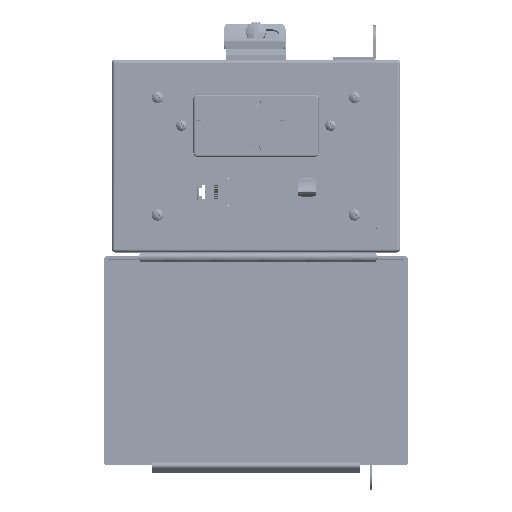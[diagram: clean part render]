
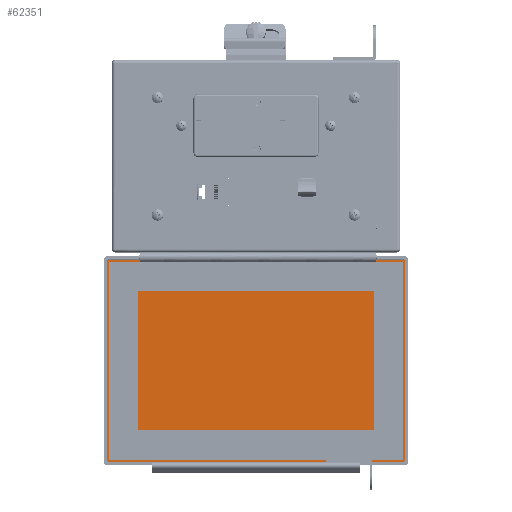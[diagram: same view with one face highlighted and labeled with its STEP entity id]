
A CAD part, top view. The second image highlights one B-rep face of the part: STEP entity #62351.
In plain terms, the highlighted planar face has unit normal (0, 0, 1).
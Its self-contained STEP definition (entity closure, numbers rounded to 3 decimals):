
#2914 = LINE ( 'NONE', #165336, #155151 ) ;
#4225 = VERTEX_POINT ( 'NONE', #117837 ) ;
#6933 = VERTEX_POINT ( 'NONE', #114733 ) ;
#7817 = CARTESIAN_POINT ( 'NONE',  ( 59.944, -160.02, 22.479 ) ) ;
#9973 = CIRCLE ( 'NONE', #64601, 0.317 ) ;
#10225 = EDGE_CURVE ( 'NONE', #6933, #210546, #128372, .T. ) ;
#11294 = VERTEX_POINT ( 'NONE', #214537 ) ;
#12031 = CARTESIAN_POINT ( 'NONE',  ( 78.613, -107.95, 22.479 ) ) ;
#12303 = DIRECTION ( 'NONE',  ( 0., 0., -1. ) ) ;
#15470 = DIRECTION ( 'NONE',  ( 0., 1., 0. ) ) ;
#17423 = DIRECTION ( 'NONE',  ( -1., 0., 0. ) ) ;
#18631 = VECTOR ( 'NONE', #171552, 1000. ) ;
#19515 = CIRCLE ( 'NONE', #183914, 0.317 ) ;
#20160 = AXIS2_PLACEMENT_3D ( 'NONE', #227191, #27755, #62077 ) ;
#20696 = DIRECTION ( 'NONE',  ( 0., 0., -1. ) ) ;
#24406 = CARTESIAN_POINT ( 'NONE',  ( 71.025, -54.61, 22.479 ) ) ;
#26298 = LINE ( 'NONE', #110680, #26570 ) ;
#26570 = VECTOR ( 'NONE', #49984, 1000. ) ;
#26581 = ORIENTED_EDGE ( 'NONE', *, *, #123606, .T. ) ;
#27755 = DIRECTION ( 'NONE',  ( 0., 0., -1. ) ) ;
#28968 = CARTESIAN_POINT ( 'NONE',  ( 59.944, -107.95, 22.479 ) ) ;
#31052 = CARTESIAN_POINT ( 'NONE',  ( 63.564, -55.118, 22.479 ) ) ;
#32648 = LINE ( 'NONE', #175242, #130619 ) ;
#35683 = CARTESIAN_POINT ( 'NONE',  ( 37.084, -161.29, 22.479 ) ) ;
#41396 = VERTEX_POINT ( 'NONE', #109125 ) ;
#43793 = ORIENTED_EDGE ( 'NONE', *, *, #91398, .T. ) ;
#48521 = CARTESIAN_POINT ( 'NONE',  ( 37.084, -107.95, 22.479 ) ) ;
#49145 = EDGE_CURVE ( 'NONE', #256707, #132270, #26298, .T. ) ;
#49713 = AXIS2_PLACEMENT_3D ( 'NONE', #200317, #20696, #177901 ) ;
#49984 = DIRECTION ( 'NONE',  ( -1., 0., 0. ) ) ;
#51324 = LINE ( 'NONE', #28968, #18631 ) ;
#52129 = LINE ( 'NONE', #31052, #54243 ) ;
#52604 = DIRECTION ( 'NONE',  ( 0., -1., 0. ) ) ;
#54243 = VECTOR ( 'NONE', #71918, 1000. ) ;
#56802 = VECTOR ( 'NONE', #169357, 1000. ) ;
#62077 = DIRECTION ( 'NONE',  ( 1., 0., 0. ) ) ;
#62351 = ADVANCED_FACE ( 'NONE', ( #246570 ), #206922, .T. ) ;
#64601 = AXIS2_PLACEMENT_3D ( 'NONE', #259780, #201593, #15470 ) ;
#65831 = VECTOR ( 'NONE', #52604, 1000. ) ;
#66491 = DIRECTION ( 'NONE',  ( 1., 0., 0. ) ) ;
#71918 = DIRECTION ( 'NONE',  ( 0., 1., 0. ) ) ;
#74828 = DIRECTION ( 'NONE',  ( 1., 0., 0. ) ) ;
#78989 = CARTESIAN_POINT ( 'NONE',  ( -78.613, -54.921, 22.479 ) ) ;
#83988 = ORIENTED_EDGE ( 'NONE', *, *, #140555, .T. ) ;
#84590 = VERTEX_POINT ( 'NONE', #111243 ) ;
#87596 = ORIENTED_EDGE ( 'NONE', *, *, #149536, .T. ) ;
#91307 = AXIS2_PLACEMENT_3D ( 'NONE', #103898, #123710, #106473 ) ;
#91398 = EDGE_CURVE ( 'NONE', #233686, #6933, #171335, .T. ) ;
#91481 = LINE ( 'NONE', #255250, #179855 ) ;
#92838 = CARTESIAN_POINT ( 'NONE',  ( 78.677, -54.61, 22.479 ) ) ;
#93700 = ORIENTED_EDGE ( 'NONE', *, *, #154688, .T. ) ;
#103702 = CARTESIAN_POINT ( 'NONE',  ( -61.15, -54.61, 22.479 ) ) ;
#103898 = CARTESIAN_POINT ( 'NONE',  ( 78.613, -161.29, 22.479 ) ) ;
#105733 = VERTEX_POINT ( 'NONE', #232925 ) ;
#106473 = DIRECTION ( 'NONE',  ( 0., 1., 0. ) ) ;
#107170 = EDGE_CURVE ( 'NONE', #234736, #84590, #214108, .T. ) ;
#107231 = CARTESIAN_POINT ( 'NONE',  ( 0., -160.02, 22.479 ) ) ;
#108670 = CIRCLE ( 'NONE', #49713, 0.317 ) ;
#109125 = CARTESIAN_POINT ( 'NONE',  ( 59.944, -161.29, 22.479 ) ) ;
#109698 = VERTEX_POINT ( 'NONE', #159733 ) ;
#110680 = CARTESIAN_POINT ( 'NONE',  ( 0., -54.61, 22.479 ) ) ;
#111243 = CARTESIAN_POINT ( 'NONE',  ( 78.613, -54.921, 22.479 ) ) ;
#112563 = EDGE_CURVE ( 'NONE', #4225, #105733, #52129, .T. ) ;
#113498 = EDGE_CURVE ( 'NONE', #132270, #185836, #108670, .T. ) ;
#113680 = DIRECTION ( 'NONE',  ( 0., 1., 0. ) ) ;
#114733 = CARTESIAN_POINT ( 'NONE',  ( 37.084, -160.02, 22.479 ) ) ;
#117837 = CARTESIAN_POINT ( 'NONE',  ( 63.564, -55.88, 22.479 ) ) ;
#123606 = EDGE_CURVE ( 'NONE', #191174, #234736, #9973, .T. ) ;
#123710 = DIRECTION ( 'NONE',  ( 0., 0., 1. ) ) ;
#124374 = DIRECTION ( 'NONE',  ( 0., 1., 0. ) ) ;
#128372 = LINE ( 'NONE', #107231, #56802 ) ;
#130619 = VECTOR ( 'NONE', #74828, 1000. ) ;
#131157 = ORIENTED_EDGE ( 'NONE', *, *, #149141, .T. ) ;
#132270 = VERTEX_POINT ( 'NONE', #233688 ) ;
#133729 = DIRECTION ( 'NONE',  ( 1., 0., 0. ) ) ;
#140555 = EDGE_CURVE ( 'NONE', #4225, #223915, #202244, .T. ) ;
#146304 = DIRECTION ( 'NONE',  ( 0., 1., 0. ) ) ;
#148655 = VECTOR ( 'NONE', #17423, 1000. ) ;
#149141 = EDGE_CURVE ( 'NONE', #84590, #160606, #19515, .T. ) ;
#149536 = EDGE_CURVE ( 'NONE', #185836, #11294, #155612, .T. ) ;
#154688 = EDGE_CURVE ( 'NONE', #223915, #256707, #2914, .T. ) ;
#155151 = VECTOR ( 'NONE', #124374, 1000. ) ;
#155612 = LINE ( 'NONE', #215062, #65831 ) ;
#156570 = ORIENTED_EDGE ( 'NONE', *, *, #183955, .T. ) ;
#158849 = EDGE_CURVE ( 'NONE', #105733, #160606, #184235, .T. ) ;
#159733 = CARTESIAN_POINT ( 'NONE',  ( -78.373, -161.29, 22.479 ) ) ;
#160606 = VERTEX_POINT ( 'NONE', #226010 ) ;
#162843 = VECTOR ( 'NONE', #146304, 1000. ) ;
#165336 = CARTESIAN_POINT ( 'NONE',  ( -61.15, -107.95, 22.479 ) ) ;
#169357 = DIRECTION ( 'NONE',  ( 1., 0., 0. ) ) ;
#171335 = LINE ( 'NONE', #48521, #162843 ) ;
#171552 = DIRECTION ( 'NONE',  ( 0., -1., 0. ) ) ;
#173285 = EDGE_LOOP ( 'NONE', ( #180395, #83988, #93700, #180014, #245514, #87596, #223702, #225989, #43793, #190096, #187168, #156570, #26581, #200254, #131157, #242696 ) ) ;
#175242 = CARTESIAN_POINT ( 'NONE',  ( 0., -161.29, 22.479 ) ) ;
#175607 = CARTESIAN_POINT ( 'NONE',  ( 78.613, -160.982, 22.479 ) ) ;
#176831 = VECTOR ( 'NONE', #189413, 1000. ) ;
#177901 = DIRECTION ( 'NONE',  ( -1., 0., 0. ) ) ;
#179855 = VECTOR ( 'NONE', #133729, 1000. ) ;
#180014 = ORIENTED_EDGE ( 'NONE', *, *, #49145, .T. ) ;
#180395 = ORIENTED_EDGE ( 'NONE', *, *, #112563, .F. ) ;
#183914 = AXIS2_PLACEMENT_3D ( 'NONE', #92838, #12303, #66491 ) ;
#183955 = EDGE_CURVE ( 'NONE', #41396, #191174, #91481, .T. ) ;
#184235 = LINE ( 'NONE', #24406, #176831 ) ;
#185836 = VERTEX_POINT ( 'NONE', #78989 ) ;
#186562 = EDGE_CURVE ( 'NONE', #11294, #109698, #201538, .T. ) ;
#187168 = ORIENTED_EDGE ( 'NONE', *, *, #210766, .T. ) ;
#189413 = DIRECTION ( 'NONE',  ( 1., 0., 0. ) ) ;
#190096 = ORIENTED_EDGE ( 'NONE', *, *, #10225, .T. ) ;
#190897 = EDGE_CURVE ( 'NONE', #109698, #233686, #32648, .T. ) ;
#191174 = VERTEX_POINT ( 'NONE', #253839 ) ;
#198350 = CARTESIAN_POINT ( 'NONE',  ( 0., -55.88, 22.479 ) ) ;
#200254 = ORIENTED_EDGE ( 'NONE', *, *, #107170, .T. ) ;
#200317 = CARTESIAN_POINT ( 'NONE',  ( -78.676, -54.61, 22.479 ) ) ;
#201538 = CIRCLE ( 'NONE', #20160, 0.317 ) ;
#201593 = DIRECTION ( 'NONE',  ( 0., 0., -1. ) ) ;
#202244 = LINE ( 'NONE', #198350, #148655 ) ;
#206922 = PLANE ( 'NONE',  #91307 ) ;
#210546 = VERTEX_POINT ( 'NONE', #7817 ) ;
#210766 = EDGE_CURVE ( 'NONE', #210546, #41396, #51324, .T. ) ;
#214108 = LINE ( 'NONE', #12031, #230566 ) ;
#214537 = CARTESIAN_POINT ( 'NONE',  ( -78.613, -160.982, 22.479 ) ) ;
#215062 = CARTESIAN_POINT ( 'NONE',  ( -78.613, -107.95, 22.479 ) ) ;
#223702 = ORIENTED_EDGE ( 'NONE', *, *, #186562, .T. ) ;
#223915 = VERTEX_POINT ( 'NONE', #235898 ) ;
#225989 = ORIENTED_EDGE ( 'NONE', *, *, #190897, .T. ) ;
#226010 = CARTESIAN_POINT ( 'NONE',  ( 78.359, -54.61, 22.479 ) ) ;
#227191 = CARTESIAN_POINT ( 'NONE',  ( -78.69, -161.29, 22.479 ) ) ;
#230566 = VECTOR ( 'NONE', #113680, 1000. ) ;
#232925 = CARTESIAN_POINT ( 'NONE',  ( 63.564, -54.61, 22.479 ) ) ;
#233686 = VERTEX_POINT ( 'NONE', #35683 ) ;
#233688 = CARTESIAN_POINT ( 'NONE',  ( -78.359, -54.61, 22.479 ) ) ;
#234736 = VERTEX_POINT ( 'NONE', #175607 ) ;
#235898 = CARTESIAN_POINT ( 'NONE',  ( -61.15, -55.88, 22.479 ) ) ;
#242696 = ORIENTED_EDGE ( 'NONE', *, *, #158849, .F. ) ;
#245514 = ORIENTED_EDGE ( 'NONE', *, *, #113498, .T. ) ;
#246570 = FACE_OUTER_BOUND ( 'NONE', #173285, .T. ) ;
#253839 = CARTESIAN_POINT ( 'NONE',  ( 78.373, -161.29, 22.479 ) ) ;
#255250 = CARTESIAN_POINT ( 'NONE',  ( 0., -161.29, 22.479 ) ) ;
#256707 = VERTEX_POINT ( 'NONE', #103702 ) ;
#259780 = CARTESIAN_POINT ( 'NONE',  ( 78.69, -161.29, 22.479 ) ) ;
